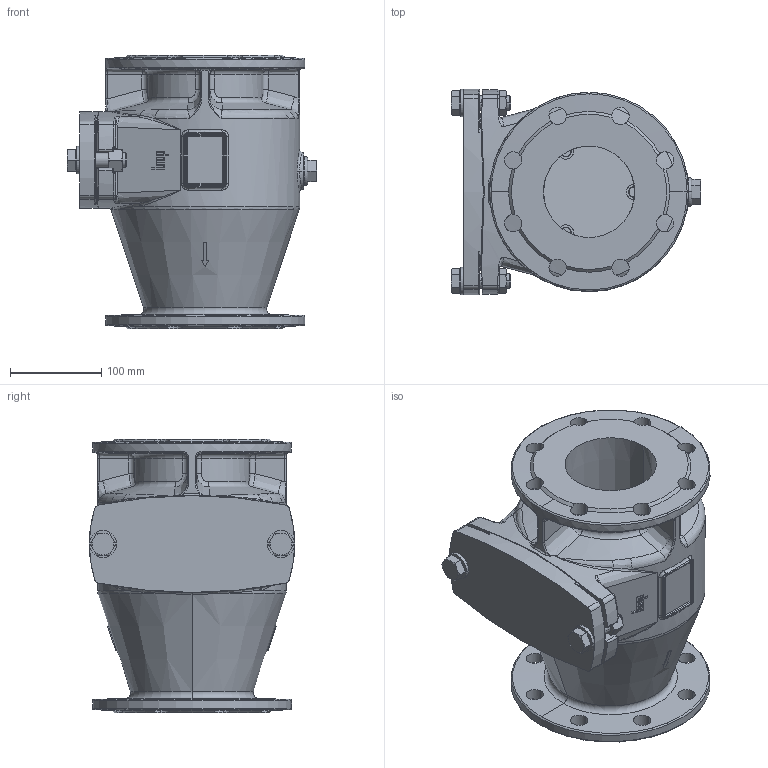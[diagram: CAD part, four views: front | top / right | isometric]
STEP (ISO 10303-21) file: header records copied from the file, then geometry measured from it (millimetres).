
FILE_DESCRIPTION((''),'2;1');
FILE_NAME('DN100_CEP_ART435_ASM','2011-03-02T',('JMarkelj'),('Audax d.o.o.'),'PRO/ENGINEER BY PARAMETRIC TECHNOLOGY CORPORATION, 2010180','PRO/ENGINEER BY PARAMETRIC TECHNOLOGY CORPORATION, 2010180','');
FILE_SCHEMA(('CONFIG_CONTROL_DESIGN'));
Products named in the file (16): OHISJE_DN100_AF0; OHISJE_DN100_OBDELAN_ASM; POKROV_DN100; PODLOSKA_A16; VIJAK_M16X55; MATICA_M16; O_TESNILO_POKROVA; MODEL_ZAPORE_DN100; ZAPORA; AKSA_ZAPORE; ZAPORA_DN100_ASM; CEP_34_DIN910; CEP; PODLOSKA_CU; CEP_34_DIN910_ASM; DN100_CEP_ART435_ASM
Assembly tree (19 placements, depth 3):
  DN100_CEP_ART435_ASM
    OHISJE_DN100_OBDELAN_ASM
      OHISJE_DN100_AF0
    POKROV_DN100
    PODLOSKA_A16  x2
    VIJAK_M16X55  x2
    MATICA_M16  x2
    O_TESNILO_POKROVA
    ZAPORA_DN100_ASM
      MODEL_ZAPORE_DN100  x2
      ZAPORA
      AKSA_ZAPORE
    CEP_34_DIN910_ASM
      CEP_34_DIN910
      CEP
      PODLOSKA_CU
Bounding box: 273.28 x 225 x 300 mm (x, y, z)
Volume: 3757872.6 mm3; surface area: 717910.7 mm2
Topology: 16 solids, 20 shells, 2070 faces, 5299 edges, 3305 vertices
Faces by surface type: plane 1025, cylinder 346, bspline 344, torus 174, cone 151, sphere 30
Entity records: 79064 total; most frequent: CARTESIAN_POINT 34687, ORIENTED_EDGE 10178, DIRECTION 7896, EDGE_CURVE 5097, VERTEX_POINT 3183, AXIS2_PLACEMENT_3D 3052, EDGE_LOOP 2066, FACE_OUTER_BOUND 1976
